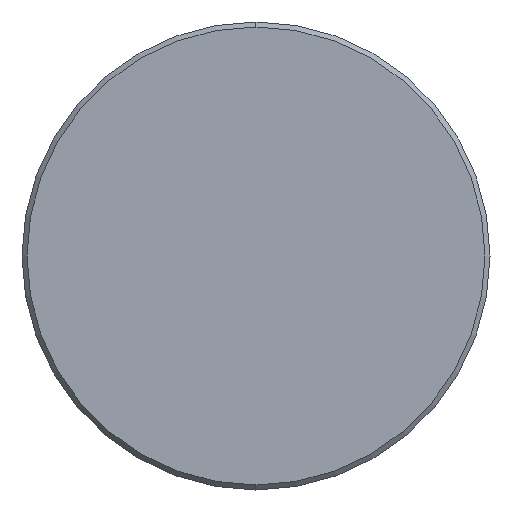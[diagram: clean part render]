
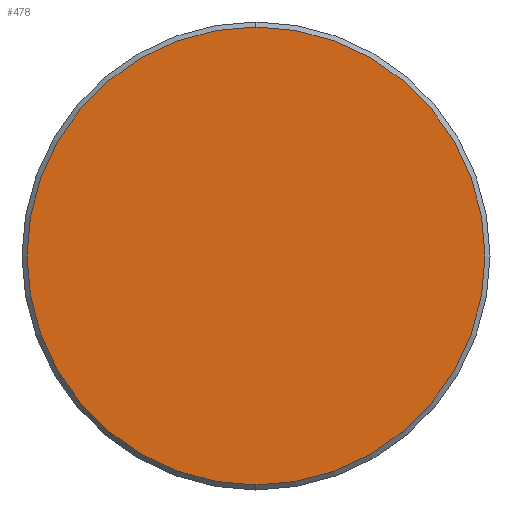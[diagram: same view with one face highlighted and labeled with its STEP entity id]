
A CAD part, left-side view. The second image highlights one B-rep face of the part: STEP entity #478.
In plain terms, the highlighted planar face has unit normal (-1, 0, 0).
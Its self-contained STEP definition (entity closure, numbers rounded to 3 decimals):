
#14 = CIRCLE ( 'NONE', #428, 13.7 ) ;
#30 = DIRECTION ( 'NONE',  ( 1., 0., 0. ) ) ;
#42 = AXIS2_PLACEMENT_3D ( 'NONE', #239, #30, #289 ) ;
#48 = FACE_OUTER_BOUND ( 'NONE', #642, .T. ) ;
#95 = CARTESIAN_POINT ( 'NONE',  ( 0., 0., 13.7 ) ) ;
#156 = EDGE_CURVE ( 'NONE', #569, #552, #14, .T. ) ;
#205 = CIRCLE ( 'NONE', #257, 13.7 ) ;
#239 = CARTESIAN_POINT ( 'NONE',  ( 0., 0., 0. ) ) ;
#257 = AXIS2_PLACEMENT_3D ( 'NONE', #651, #364, #432 ) ;
#289 = DIRECTION ( 'NONE',  ( 0., 0., -1. ) ) ;
#314 = ORIENTED_EDGE ( 'NONE', *, *, #590, .T. ) ;
#315 = ORIENTED_EDGE ( 'NONE', *, *, #156, .T. ) ;
#364 = DIRECTION ( 'NONE',  ( -1., 0., 0. ) ) ;
#428 = AXIS2_PLACEMENT_3D ( 'NONE', #668, #673, #444 ) ;
#432 = DIRECTION ( 'NONE',  ( 0., 0., 1. ) ) ;
#444 = DIRECTION ( 'NONE',  ( 0., 0., 1. ) ) ;
#478 = ADVANCED_FACE ( 'NONE', ( #48 ), #524, .F. ) ;
#524 = PLANE ( 'NONE',  #42 ) ;
#552 = VERTEX_POINT ( 'NONE', #95 ) ;
#569 = VERTEX_POINT ( 'NONE', #600 ) ;
#590 = EDGE_CURVE ( 'NONE', #552, #569, #205, .T. ) ;
#600 = CARTESIAN_POINT ( 'NONE',  ( 0., 0., -13.7 ) ) ;
#642 = EDGE_LOOP ( 'NONE', ( #315, #314 ) ) ;
#651 = CARTESIAN_POINT ( 'NONE',  ( 0., 0., 0. ) ) ;
#668 = CARTESIAN_POINT ( 'NONE',  ( 0., 0., 0. ) ) ;
#673 = DIRECTION ( 'NONE',  ( -1., 0., 0. ) ) ;
